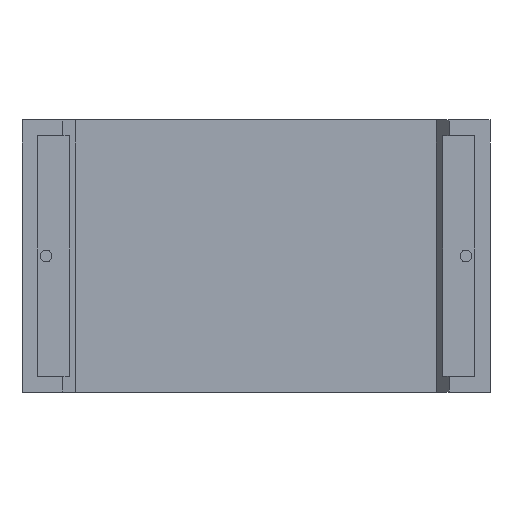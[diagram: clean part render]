
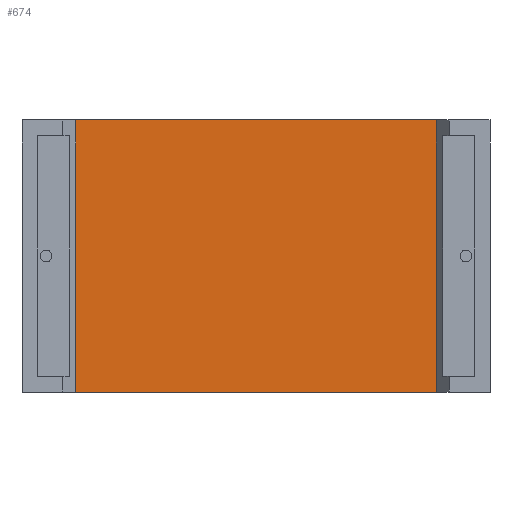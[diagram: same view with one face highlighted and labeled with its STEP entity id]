
A CAD part, front view. The second image highlights one B-rep face of the part: STEP entity #674.
In plain terms, the highlighted planar face has unit normal (0, -1, 0).
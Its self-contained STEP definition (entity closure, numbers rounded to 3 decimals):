
#1 = VERTEX_POINT ( 'NONE', #2762 ) ;
#2 = CARTESIAN_POINT ( 'NONE',  ( 4.811, 1.521, 24.3 ) ) ;
#39 = VECTOR ( 'NONE', #966, 1000. ) ;
#109 = FACE_OUTER_BOUND ( 'NONE', #1042, .T. ) ;
#289 = VERTEX_POINT ( 'NONE', #1705 ) ;
#671 = LINE ( 'NONE', #1765, #2737 ) ;
#674 = ADVANCED_FACE ( 'NONE', ( #109 ), #2451, .F. ) ;
#712 = LINE ( 'NONE', #1151, #1881 ) ;
#715 = DIRECTION ( 'NONE',  ( 0., 0., 1. ) ) ;
#747 = ORIENTED_EDGE ( 'NONE', *, *, #3033, .F. ) ;
#814 = CARTESIAN_POINT ( 'NONE',  ( 20.9, 1.521, 0. ) ) ;
#851 = AXIS2_PLACEMENT_3D ( 'NONE', #814, #1792, #1278 ) ;
#966 = DIRECTION ( 'NONE',  ( -1., 0., 0. ) ) ;
#1033 = CARTESIAN_POINT ( 'NONE',  ( 4.811, 1.521, 0. ) ) ;
#1042 = EDGE_LOOP ( 'NONE', ( #2540, #2030, #747, #1847 ) ) ;
#1054 = VERTEX_POINT ( 'NONE', #1033 ) ;
#1151 = CARTESIAN_POINT ( 'NONE',  ( 4.811, 1.521, 0. ) ) ;
#1160 = DIRECTION ( 'NONE',  ( 0., 0., 1. ) ) ;
#1212 = VECTOR ( 'NONE', #1160, 1000. ) ;
#1278 = DIRECTION ( 'NONE',  ( -1., 0., 0. ) ) ;
#1705 = CARTESIAN_POINT ( 'NONE',  ( 36.989, 1.521, 0. ) ) ;
#1765 = CARTESIAN_POINT ( 'NONE',  ( 20.9, 1.521, 0. ) ) ;
#1767 = LINE ( 'NONE', #2130, #39 ) ;
#1792 = DIRECTION ( 'NONE',  ( 0., 1., 0. ) ) ;
#1847 = ORIENTED_EDGE ( 'NONE', *, *, #2124, .T. ) ;
#1848 = LINE ( 'NONE', #2361, #1212 ) ;
#1881 = VECTOR ( 'NONE', #715, 1000. ) ;
#1990 = EDGE_CURVE ( 'NONE', #1054, #2703, #712, .T. ) ;
#2030 = ORIENTED_EDGE ( 'NONE', *, *, #1990, .F. ) ;
#2124 = EDGE_CURVE ( 'NONE', #289, #1, #1848, .T. ) ;
#2130 = CARTESIAN_POINT ( 'NONE',  ( 20.9, 1.521, 24.3 ) ) ;
#2235 = DIRECTION ( 'NONE',  ( -1., 0., 0. ) ) ;
#2361 = CARTESIAN_POINT ( 'NONE',  ( 36.989, 1.521, 0. ) ) ;
#2451 = PLANE ( 'NONE',  #851 ) ;
#2540 = ORIENTED_EDGE ( 'NONE', *, *, #2619, .T. ) ;
#2619 = EDGE_CURVE ( 'NONE', #1, #2703, #1767, .T. ) ;
#2703 = VERTEX_POINT ( 'NONE', #2 ) ;
#2737 = VECTOR ( 'NONE', #2235, 1000. ) ;
#2762 = CARTESIAN_POINT ( 'NONE',  ( 36.989, 1.521, 24.3 ) ) ;
#3033 = EDGE_CURVE ( 'NONE', #289, #1054, #671, .T. ) ;
